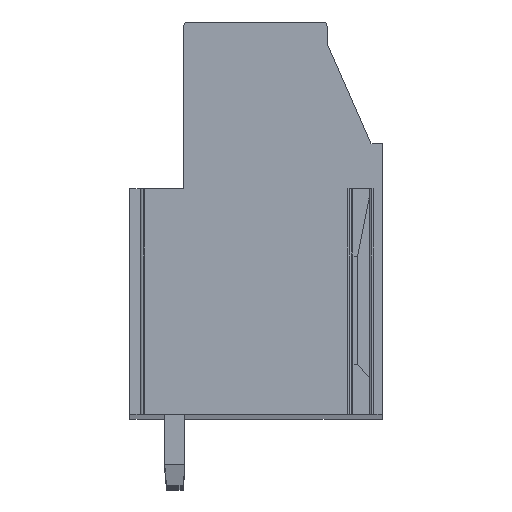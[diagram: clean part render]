
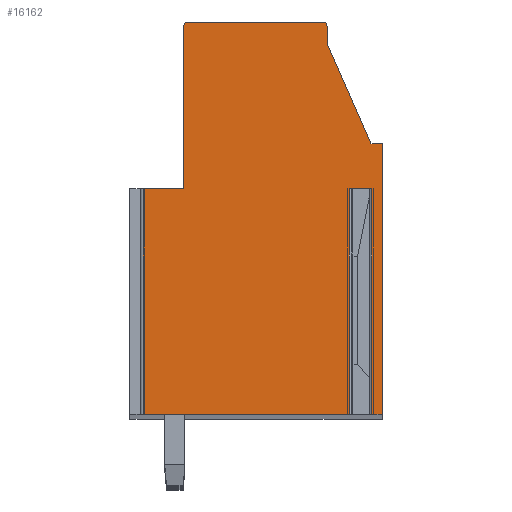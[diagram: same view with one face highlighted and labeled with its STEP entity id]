
A CAD part, top view. The second image highlights one B-rep face of the part: STEP entity #16162.
In plain terms, the highlighted planar face has unit normal (0, 0, 1).
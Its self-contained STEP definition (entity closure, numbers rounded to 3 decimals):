
#172=DIRECTION('',(-1.,0.,0.));
#173=VECTOR('',#172,1.806);
#174=CARTESIAN_POINT('',(-3.2,1.3,2.5));
#175=LINE('',#174,#173);
#2466=DIRECTION('',(1.,0.,0.));
#2467=VECTOR('',#2466,0.989);
#2468=CARTESIAN_POINT('',(4.142,1.3,2.5));
#2469=LINE('',#2468,#2467);
#2470=DIRECTION('',(0.,-1.,0.));
#2471=VECTOR('',#2470,10.);
#2472=CARTESIAN_POINT('',(4.142,1.3,2.5));
#2473=LINE('',#2472,#2471);
#2474=DIRECTION('',(1.,0.,0.));
#2475=VECTOR('',#2474,9.148);
#2476=CARTESIAN_POINT('',(-5.006,-8.7,2.5));
#2477=LINE('',#2476,#2475);
#2478=DIRECTION('',(0.,-1.,0.));
#2479=VECTOR('',#2478,10.);
#2480=CARTESIAN_POINT('',(-5.006,1.3,2.5));
#2481=LINE('',#2480,#2479);
#2482=DIRECTION('',(0.,-1.,0.));
#2483=VECTOR('',#2482,7.2);
#2484=CARTESIAN_POINT('',(-3.2,8.5,2.5));
#2485=LINE('',#2484,#2483);
#2486=CARTESIAN_POINT('',(-3.,8.5,2.5));
#2487=DIRECTION('',(0.,0.,1.));
#2488=DIRECTION('',(0.,1.,0.));
#2489=AXIS2_PLACEMENT_3D('',#2486,#2487,#2488);
#2491=DIRECTION('',(-1.,0.,0.));
#2492=VECTOR('',#2491,5.95);
#2493=CARTESIAN_POINT('',(2.95,8.7,2.5));
#2494=LINE('',#2493,#2492);
#2495=CARTESIAN_POINT('',(2.95,8.5,2.5));
#2496=DIRECTION('',(0.,0.,1.));
#2497=DIRECTION('',(1.,0.,0.));
#2498=AXIS2_PLACEMENT_3D('',#2495,#2496,#2497);
#2500=DIRECTION('',(0.,1.,0.));
#2501=VECTOR('',#2500,0.75);
#2502=CARTESIAN_POINT('',(3.15,7.75,2.5));
#2503=LINE('',#2502,#2501);
#2504=DIRECTION('',(-0.401,0.916,0.));
#2505=VECTOR('',#2504,4.859);
#2506=CARTESIAN_POINT('',(5.1,3.3,2.5));
#2507=LINE('',#2506,#2505);
#2508=DIRECTION('',(-1.,0.,0.));
#2509=VECTOR('',#2508,0.5);
#2510=CARTESIAN_POINT('',(5.6,3.3,2.5));
#2511=LINE('',#2510,#2509);
#2512=DIRECTION('',(0.,1.,0.));
#2513=VECTOR('',#2512,12.);
#2514=CARTESIAN_POINT('',(5.6,-8.7,2.5));
#2515=LINE('',#2514,#2513);
#2516=DIRECTION('',(1.,0.,0.));
#2517=VECTOR('',#2516,0.469);
#2518=CARTESIAN_POINT('',(5.131,-8.7,2.5));
#2519=LINE('',#2518,#2517);
#2520=DIRECTION('',(0.,-1.,0.));
#2521=VECTOR('',#2520,10.);
#2522=CARTESIAN_POINT('',(5.131,1.3,2.5));
#2523=LINE('',#2522,#2521);
#10230=CARTESIAN_POINT('',(5.1,3.3,2.5));
#10231=CARTESIAN_POINT('',(3.15,7.75,2.5));
#10232=VERTEX_POINT('',#10230);
#10233=VERTEX_POINT('',#10231);
#10234=CARTESIAN_POINT('',(3.15,8.5,2.5));
#10235=VERTEX_POINT('',#10234);
#10236=CARTESIAN_POINT('',(2.95,8.7,2.5));
#10237=VERTEX_POINT('',#10236);
#10238=CARTESIAN_POINT('',(-3.,8.7,2.5));
#10239=VERTEX_POINT('',#10238);
#10240=CARTESIAN_POINT('',(-3.2,8.5,2.5));
#10241=VERTEX_POINT('',#10240);
#10242=CARTESIAN_POINT('',(-3.2,1.3,2.5));
#10243=VERTEX_POINT('',#10242);
#10244=CARTESIAN_POINT('',(5.6,-8.7,2.5));
#10245=CARTESIAN_POINT('',(5.6,3.3,2.5));
#10246=VERTEX_POINT('',#10244);
#10247=VERTEX_POINT('',#10245);
#10260=CARTESIAN_POINT('',(4.142,1.3,2.5));
#10261=CARTESIAN_POINT('',(5.131,1.3,2.5));
#10262=VERTEX_POINT('',#10260);
#10263=VERTEX_POINT('',#10261);
#10264=CARTESIAN_POINT('',(-5.006,1.3,2.5));
#10265=CARTESIAN_POINT('',(-5.006,-8.7,2.5));
#10266=VERTEX_POINT('',#10264);
#10267=VERTEX_POINT('',#10265);
#10268=CARTESIAN_POINT('',(5.131,-8.7,2.5));
#10269=VERTEX_POINT('',#10268);
#10270=CARTESIAN_POINT('',(4.142,-8.7,2.5));
#10271=VERTEX_POINT('',#10270);
#16137=CARTESIAN_POINT('',(0.,0.,2.5));
#16138=DIRECTION('',(0.,0.,1.));
#16139=DIRECTION('',(1.,0.,0.));
#16140=AXIS2_PLACEMENT_3D('',#16137,#16138,#16139);
#16141=PLANE('',#16140);
#16143=ORIENTED_EDGE('',*,*,#16142,.F.);
#16145=ORIENTED_EDGE('',*,*,#16144,.T.);
#16146=ORIENTED_EDGE('',*,*,#15701,.F.);
#16147=ORIENTED_EDGE('',*,*,#16129,.F.);
#16148=ORIENTED_EDGE('',*,*,#13308,.F.);
#16149=ORIENTED_EDGE('',*,*,#13615,.F.);
#16150=ORIENTED_EDGE('',*,*,#15195,.F.);
#16151=ORIENTED_EDGE('',*,*,#15209,.F.);
#16152=ORIENTED_EDGE('',*,*,#15367,.F.);
#16153=ORIENTED_EDGE('',*,*,#15381,.F.);
#16154=ORIENTED_EDGE('',*,*,#15395,.F.);
#16155=ORIENTED_EDGE('',*,*,#15409,.F.);
#16156=ORIENTED_EDGE('',*,*,#15423,.F.);
#16157=ORIENTED_EDGE('',*,*,#15717,.F.);
#16159=ORIENTED_EDGE('',*,*,#16158,.F.);
#16160=EDGE_LOOP('',(#16143,#16145,#16146,#16147,#16148,#16149,#16150,#16151,
#16152,#16153,#16154,#16155,#16156,#16157,#16159));
#16161=FACE_OUTER_BOUND('',#16160,.F.);
#2490=CIRCLE('',#2489,0.2);
#2499=CIRCLE('',#2498,0.2);
#13308=EDGE_CURVE('',#10243,#10266,#175,.T.);
#13615=EDGE_CURVE('',#10241,#10243,#2485,.T.);
#15195=EDGE_CURVE('',#10239,#10241,#2490,.T.);
#15209=EDGE_CURVE('',#10237,#10239,#2494,.T.);
#15367=EDGE_CURVE('',#10235,#10237,#2499,.T.);
#15381=EDGE_CURVE('',#10233,#10235,#2503,.T.);
#15395=EDGE_CURVE('',#10232,#10233,#2507,.T.);
#15409=EDGE_CURVE('',#10247,#10232,#2511,.T.);
#15423=EDGE_CURVE('',#10246,#10247,#2515,.T.);
#15701=EDGE_CURVE('',#10267,#10271,#2477,.T.);
#15717=EDGE_CURVE('',#10269,#10246,#2519,.T.);
#16129=EDGE_CURVE('',#10266,#10267,#2481,.T.);
#16142=EDGE_CURVE('',#10262,#10263,#2469,.T.);
#16144=EDGE_CURVE('',#10262,#10271,#2473,.T.);
#16158=EDGE_CURVE('',#10263,#10269,#2523,.T.);
#16162=ADVANCED_FACE('',(#16161),#16141,.T.);
